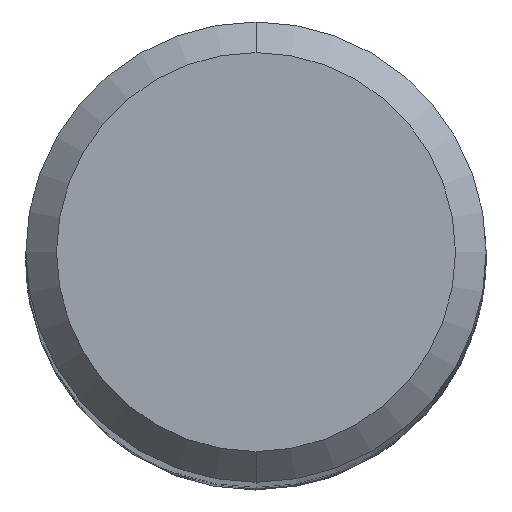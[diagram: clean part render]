
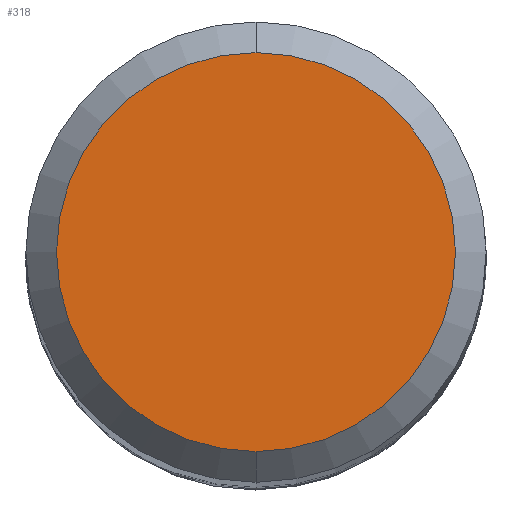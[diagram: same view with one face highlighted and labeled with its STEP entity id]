
A CAD part, top view. The second image highlights one B-rep face of the part: STEP entity #318.
In plain terms, the highlighted planar face has unit normal (0, 0, 1).
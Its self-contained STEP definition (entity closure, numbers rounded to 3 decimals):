
#224=VERTEX_POINT('',#520);
#318=ADVANCED_FACE('',(#624),#625,.T.);
#334=VERTEX_POINT('',#643);
#340=EDGE_CURVE('',#334,#224,#650,.T.);
#426=EDGE_CURVE('',#224,#334,#742,.T.);
#520=CARTESIAN_POINT('',(0.0,2.6,0.0));
#624=FACE_OUTER_BOUND('',#1992,.T.);
#625=PLANE('',#1993);
#643=CARTESIAN_POINT('',(0.,-2.6,0.0));
#650=CIRCLE('',#2021,2.6);
#742=CIRCLE('',#2653,2.6);
#1992=EDGE_LOOP('',(#3115,#3116));
#1993=AXIS2_PLACEMENT_3D('',#3117,#3118,#3119);
#2021=AXIS2_PLACEMENT_3D('',#3151,#3152,#3153);
#2653=AXIS2_PLACEMENT_3D('',#3244,#3245,#3246);
#3115=ORIENTED_EDGE('',*,*,#426,.F.);
#3116=ORIENTED_EDGE('',*,*,#340,.F.);
#3117=CARTESIAN_POINT('',(0.0,1.3,0.0));
#3118=DIRECTION('',(-0.0,0.0,1.0));
#3119=DIRECTION('',(0.0,-1.0,0.0));
#3151=CARTESIAN_POINT('',(0.0,0.0,0.0));
#3152=DIRECTION('',(0.0,0.0,-1.0));
#3153=DIRECTION('',(0.0,1.0,0.0));
#3244=CARTESIAN_POINT('',(0.0,0.0,0.0));
#3245=DIRECTION('',(0.0,0.0,-1.0));
#3246=DIRECTION('',(0.0,1.0,0.0));
